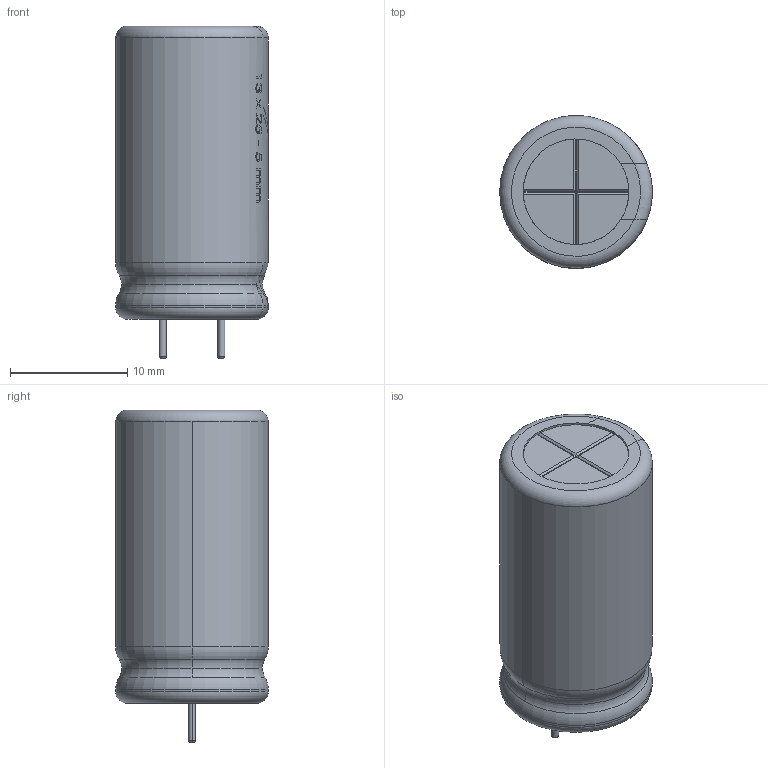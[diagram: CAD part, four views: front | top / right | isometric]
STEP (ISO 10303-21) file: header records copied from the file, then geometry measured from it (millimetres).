
FILE_DESCRIPTION (( 'STEP AP214' ), '1' );
FILE_NAME ('D841BE1C-A963-4C44-B469-45762D470A81.STEP', '2023-08-23T07:42:15', ( '' ), ( '' ), 'SwSTEP 2.0', 'SolidWorks 2022', '' );
FILE_SCHEMA (( 'AUTOMOTIVE_DESIGN' ));
Length unit declared in the file: millimetre
Products named in the file (1): D841BE1C-A963-4C44-B469-45762D470A81
Bounding box: 13 x 13 x 28.3 mm (x, y, z)
Volume: 1742.3 mm3; surface area: 2075.6 mm2
Topology: 1 solids, 2 shells, 439 faces, 1163 edges, 769 vertices
Faces by surface type: plane 211, bspline 141, cylinder 59, torus 28
Entity records: 29863 total; most frequent: CARTESIAN_POINT 15325, ORIENTED_EDGE 2326, DIRECTION 1481, EDGE_CURVE 1163, VERTEX_POINT 769, AXIS2_PLACEMENT_3D 536, B_SPLINE_CURVE_WITH_KNOTS 505, EDGE_LOOP 480
